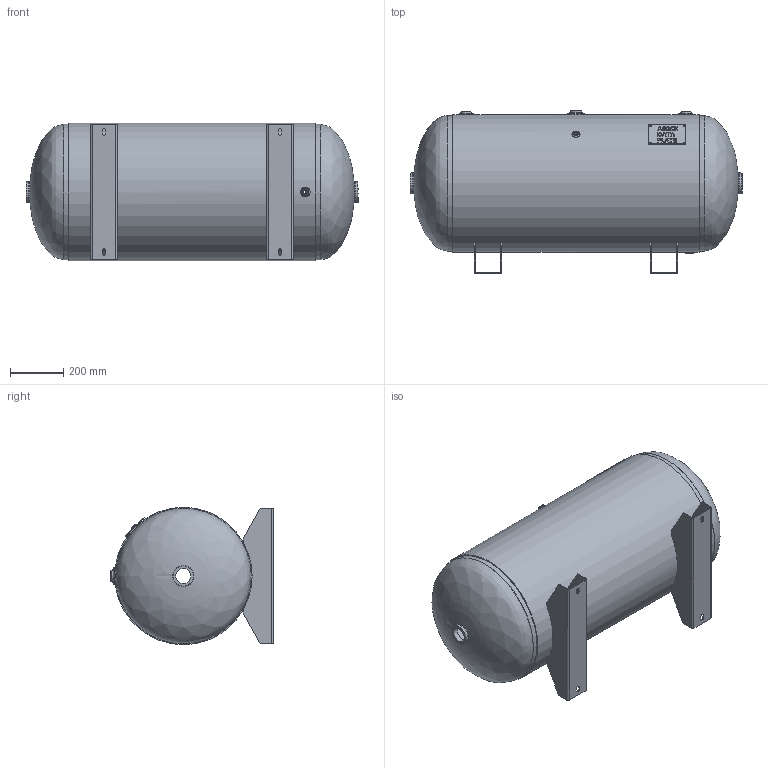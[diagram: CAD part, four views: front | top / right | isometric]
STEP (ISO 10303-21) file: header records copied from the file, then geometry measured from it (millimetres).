
FILE_DESCRIPTION(/* description */ ('20 X 48 200# HORIZ ASME 60 GAL W/CHANNELS LESS TOPLATE'),/* implementation_level */ '2;1');
FILE_NAME(/* name */ 'SPVG_A10029.stp',/* time_stamp */ '2021-02-06T08:57:30-06:00',/* author */ ('kim.thoune'),/* organization */ (''),/* preprocessor_version */ 'ST-DEVELOPER v17.2',/* originating_system */ 'Autodesk Inventor 2019',/* authorisation */ '');
FILE_SCHEMA (('CONFIG_CONTROL_DESIGN'));
Length unit declared in the file: inch
Products named in the file (14): A10029; A10029-1; A10029-2; 910-800; A10029-3; 910-800_1; F102000; F101000; F100750; F100500; 60-140; 64-053; S109145; F100250
Assembly tree (16 placements, depth 3):
  A10029
    A10029-1
    A10029-2
      910-800
    A10029-3
      910-800_1
    F102000  x2
    F101000
    F100750  x2
    F100500
    60-140
      64-053
    S109145  x2
    F100250
Bounding box: 1246.2 x 613.04 x 515.92 mm (x, y, z)
Volume: 8851375.3 mm3; surface area: 4843424.9 mm2
Topology: 13 solids, 13 shells, 340 faces, 922 edges, 632 vertices
Faces by surface type: plane 210, cylinder 52, bspline 39, torus 28, cone 11
Full cylindrical faces by diameter (mm): 6.35 x4, 11.455 x1, 18.644 x1, 26.987 x2, 30.302 x1, 31.75 x1, 36.512 x2, 36.909 x2, 43.256 x1, 44.45 x1, 46.037 x1, 52.387 x2, 56.667 x2, 60.325 x1, 68.263 x2, 79.383 x2, 501.701 x2, 508 x3, 515.925 x1
Entity records: 11432 total; most frequent: CARTESIAN_POINT 3627, ORIENTED_EDGE 1560, DIRECTION 1419, EDGE_CURVE 780, VERTEX_POINT 534, LINE 505, VECTOR 505, AXIS2_PLACEMENT_3D 457
